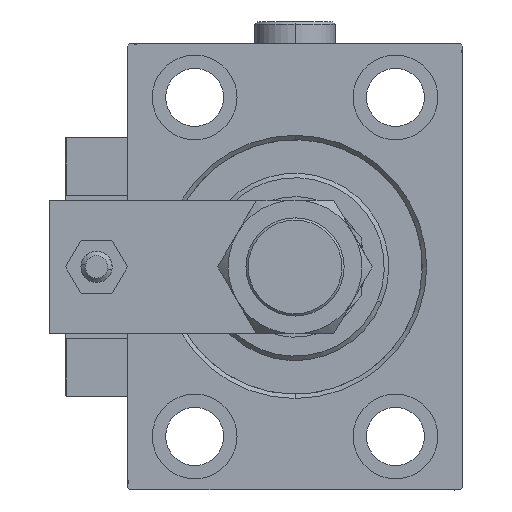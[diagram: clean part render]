
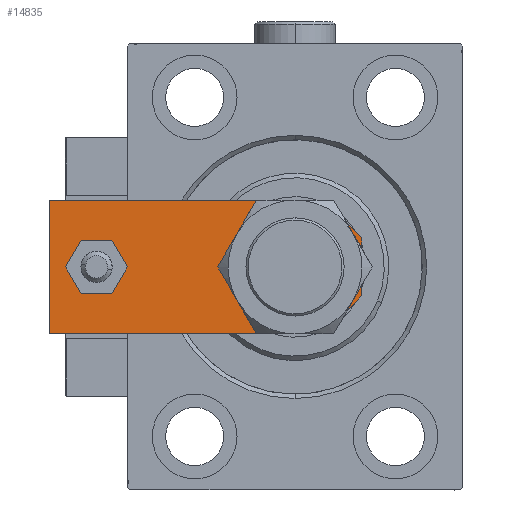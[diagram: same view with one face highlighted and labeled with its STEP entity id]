
A CAD part, left-side view. The second image highlights one B-rep face of the part: STEP entity #14835.
In plain terms, the highlighted face is planar.
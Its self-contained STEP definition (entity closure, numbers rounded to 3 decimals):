
#402 = LINE ( 'NONE', #28984, #45438 ) ;
#491 = VERTEX_POINT ( 'NONE', #53039 ) ;
#2736 = ORIENTED_EDGE ( 'NONE', *, *, #10584, .T. ) ;
#3096 = LINE ( 'NONE', #16735, #41749 ) ;
#4193 = LINE ( 'NONE', #20658, #37822 ) ;
#4996 = CARTESIAN_POINT ( 'NONE',  ( 10., 15., 8. ) ) ;
#5076 = DIRECTION ( 'NONE',  ( 0., 0., 1. ) ) ;
#5703 = CARTESIAN_POINT ( 'NONE',  ( 6.5, 0., 8. ) ) ;
#5893 = FACE_OUTER_BOUND ( 'NONE', #19922, .T. ) ;
#7253 = DIRECTION ( 'NONE',  ( 1., 0., 0. ) ) ;
#8778 = EDGE_CURVE ( 'NONE', #491, #24294, #53371, .T. ) ;
#10014 = LINE ( 'NONE', #14069, #17613 ) ;
#10227 = CIRCLE ( 'NONE', #13645, 4. ) ;
#10584 = EDGE_CURVE ( 'NONE', #24294, #45123, #10014, .T. ) ;
#11685 = LINE ( 'NONE', #35725, #37895 ) ;
#11768 = CARTESIAN_POINT ( 'NONE',  ( 4., 59.5, 8. ) ) ;
#12943 = EDGE_LOOP ( 'NONE', ( #29394, #28986 ) ) ;
#13645 = AXIS2_PLACEMENT_3D ( 'NONE', #22465, #25221, #34595 ) ;
#13710 = CARTESIAN_POINT ( 'NONE',  ( 0., 0., 8. ) ) ;
#13992 = FACE_BOUND ( 'NONE', #12943, .T. ) ;
#14069 = CARTESIAN_POINT ( 'NONE',  ( -15., 70., 8. ) ) ;
#14406 = EDGE_CURVE ( 'NONE', #27747, #491, #3096, .T. ) ;
#14480 = ORIENTED_EDGE ( 'NONE', *, *, #14406, .T. ) ;
#14835 = ADVANCED_FACE ( 'NONE', ( #13992, #5893, #42588 ), #34217, .T. ) ;
#16467 = VERTEX_POINT ( 'NONE', #5703 ) ;
#16735 = CARTESIAN_POINT ( 'NONE',  ( 15., 0., 8. ) ) ;
#17613 = VECTOR ( 'NONE', #38346, 1000. ) ;
#18636 = CARTESIAN_POINT ( 'NONE',  ( -15., 8.5, 8. ) ) ;
#18746 = DIRECTION ( 'NONE',  ( 1., 0., 0. ) ) ;
#19787 = VERTEX_POINT ( 'NONE', #51553 ) ;
#19922 = EDGE_LOOP ( 'NONE', ( #2736, #37079, #50309, #26518, #14480, #25756 ) ) ;
#20658 = CARTESIAN_POINT ( 'NONE',  ( -3.25, -3.25, 8. ) ) ;
#20955 = VECTOR ( 'NONE', #25576, 1000. ) ;
#21373 = CIRCLE ( 'NONE', #36869, 10. ) ;
#21729 = AXIS2_PLACEMENT_3D ( 'NONE', #24770, #40445, #36914 ) ;
#22465 = CARTESIAN_POINT ( 'NONE',  ( 0., 59.5, 8. ) ) ;
#23949 = CARTESIAN_POINT ( 'NONE',  ( 15., 8.5, 8. ) ) ;
#24294 = VERTEX_POINT ( 'NONE', #52075 ) ;
#24495 = AXIS2_PLACEMENT_3D ( 'NONE', #13710, #5076, #29899 ) ;
#24770 = CARTESIAN_POINT ( 'NONE',  ( 0., 59.5, 8. ) ) ;
#25221 = DIRECTION ( 'NONE',  ( 0., 0., 1. ) ) ;
#25576 = DIRECTION ( 'NONE',  ( -1., 0., 0. ) ) ;
#25756 = ORIENTED_EDGE ( 'NONE', *, *, #8778, .T. ) ;
#26518 = ORIENTED_EDGE ( 'NONE', *, *, #29669, .T. ) ;
#27747 = VERTEX_POINT ( 'NONE', #23949 ) ;
#28697 = EDGE_CURVE ( 'NONE', #32787, #51903, #39390, .T. ) ;
#28984 = CARTESIAN_POINT ( 'NONE',  ( 3.25, -3.25, 8. ) ) ;
#28986 = ORIENTED_EDGE ( 'NONE', *, *, #31036, .F. ) ;
#29394 = ORIENTED_EDGE ( 'NONE', *, *, #41609, .F. ) ;
#29669 = EDGE_CURVE ( 'NONE', #16467, #27747, #402, .T. ) ;
#29795 = EDGE_CURVE ( 'NONE', #51903, #32787, #21373, .T. ) ;
#29899 = DIRECTION ( 'NONE',  ( 1., 0., 0. ) ) ;
#30877 = DIRECTION ( 'NONE',  ( 0., 0., 1. ) ) ;
#31036 = EDGE_CURVE ( 'NONE', #51465, #45256, #10227, .T. ) ;
#31710 = EDGE_CURVE ( 'NONE', #45123, #19787, #4193, .T. ) ;
#31782 = CARTESIAN_POINT ( 'NONE',  ( 0., 15., 8. ) ) ;
#32787 = VERTEX_POINT ( 'NONE', #4996 ) ;
#34214 = AXIS2_PLACEMENT_3D ( 'NONE', #31782, #52553, #7253 ) ;
#34217 = PLANE ( 'NONE',  #24495 ) ;
#34373 = DIRECTION ( 'NONE',  ( 1., 0., 0. ) ) ;
#34595 = DIRECTION ( 'NONE',  ( 1., 0., 0. ) ) ;
#35725 = CARTESIAN_POINT ( 'NONE',  ( -15., 0., 8. ) ) ;
#36869 = AXIS2_PLACEMENT_3D ( 'NONE', #46779, #30877, #34373 ) ;
#36914 = DIRECTION ( 'NONE',  ( 1., 0., 0. ) ) ;
#37079 = ORIENTED_EDGE ( 'NONE', *, *, #31710, .T. ) ;
#37225 = EDGE_CURVE ( 'NONE', #19787, #16467, #11685, .T. ) ;
#37822 = VECTOR ( 'NONE', #41431, 1000. ) ;
#37895 = VECTOR ( 'NONE', #18746, 1000. ) ;
#38346 = DIRECTION ( 'NONE',  ( 0., -1., 0. ) ) ;
#39390 = CIRCLE ( 'NONE', #34214, 10. ) ;
#40445 = DIRECTION ( 'NONE',  ( 0., 0., 1. ) ) ;
#41096 = CARTESIAN_POINT ( 'NONE',  ( -10., 15., 8. ) ) ;
#41431 = DIRECTION ( 'NONE',  ( 0.707, -0.707, 0. ) ) ;
#41609 = EDGE_CURVE ( 'NONE', #45256, #51465, #49284, .T. ) ;
#41749 = VECTOR ( 'NONE', #44620, 1000. ) ;
#42209 = DIRECTION ( 'NONE',  ( 0.707, 0.707, 0. ) ) ;
#42312 = CARTESIAN_POINT ( 'NONE',  ( 15., 70., 8. ) ) ;
#42588 = FACE_BOUND ( 'NONE', #51117, .T. ) ;
#44620 = DIRECTION ( 'NONE',  ( 0., 1., 0. ) ) ;
#45123 = VERTEX_POINT ( 'NONE', #18636 ) ;
#45222 = CARTESIAN_POINT ( 'NONE',  ( -4., 59.5, 8. ) ) ;
#45256 = VERTEX_POINT ( 'NONE', #45222 ) ;
#45315 = ORIENTED_EDGE ( 'NONE', *, *, #29795, .F. ) ;
#45438 = VECTOR ( 'NONE', #42209, 1000. ) ;
#46779 = CARTESIAN_POINT ( 'NONE',  ( 0., 15., 8. ) ) ;
#47616 = ORIENTED_EDGE ( 'NONE', *, *, #28697, .F. ) ;
#49284 = CIRCLE ( 'NONE', #21729, 4. ) ;
#50309 = ORIENTED_EDGE ( 'NONE', *, *, #37225, .T. ) ;
#51117 = EDGE_LOOP ( 'NONE', ( #45315, #47616 ) ) ;
#51465 = VERTEX_POINT ( 'NONE', #11768 ) ;
#51553 = CARTESIAN_POINT ( 'NONE',  ( -6.5, 0., 8. ) ) ;
#51903 = VERTEX_POINT ( 'NONE', #41096 ) ;
#52075 = CARTESIAN_POINT ( 'NONE',  ( -15., 70., 8. ) ) ;
#52553 = DIRECTION ( 'NONE',  ( 0., 0., 1. ) ) ;
#53039 = CARTESIAN_POINT ( 'NONE',  ( 15., 70., 8. ) ) ;
#53371 = LINE ( 'NONE', #42312, #20955 ) ;
